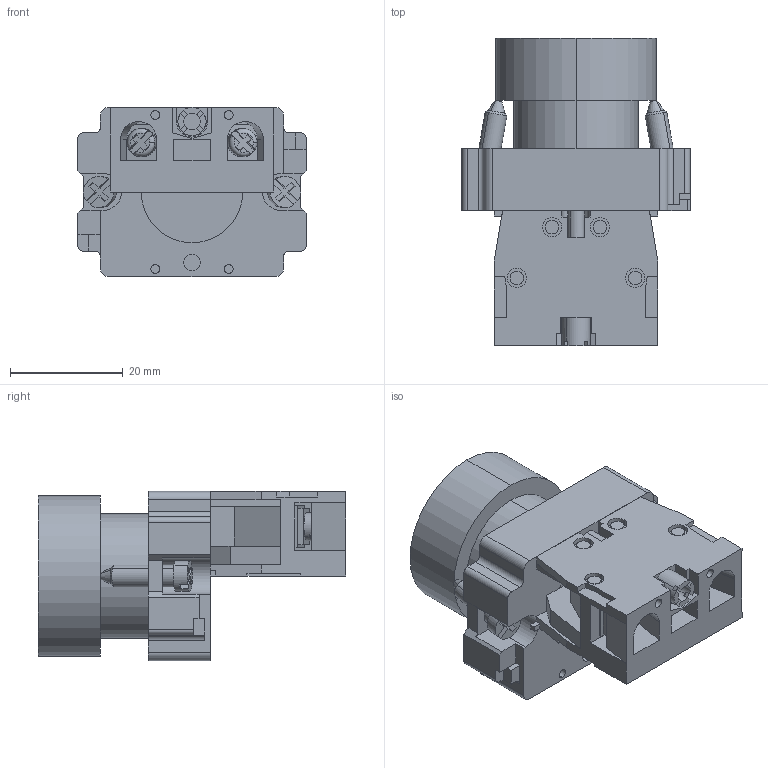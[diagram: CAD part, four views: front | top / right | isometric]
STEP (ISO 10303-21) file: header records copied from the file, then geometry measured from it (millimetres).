
FILE_DESCRIPTION (( 'STEP AP214' ), '1' );
FILE_NAME ('BBT60-BA-K02 Êíîïêà óïðàâëåíèÿ LAY5-BA21 áåç ïîäñâåòêè ÷åðíàÿ 1ç ÈÝÊ.STEP', '2017-11-01T11:59:21', ( '' ), ( '' ), 'SwSTEP 2.0', 'SolidWorks 2014', '' );
FILE_SCHEMA (( 'AUTOMOTIVE_DESIGN' ));
Length unit declared in the file: millimetre
Products named in the file (1): BBT60-BA-K02 Êíîïêà óïðàâëåíèÿ LAY5-BA21 áåç ïîäñâåòêè ÷åðíàÿ 1ç ÈÝÊ
Bounding box: 40.5 x 54.5 x 30 mm (x, y, z)
Volume: 24369.6 mm3; surface area: 14903.6 mm2
Topology: 4 solids, 4 shells, 434 faces, 1159 edges, 767 vertices
Faces by surface type: plane 317, cylinder 97, cone 8, torus 6, bspline 6
Entity records: 13701 total; most frequent: CARTESIAN_POINT 2581, ORIENTED_EDGE 2318, DIRECTION 2260, EDGE_CURVE 1159, VECTOR 880, LINE 880, VERTEX_POINT 767, AXIS2_PLACEMENT_3D 690
